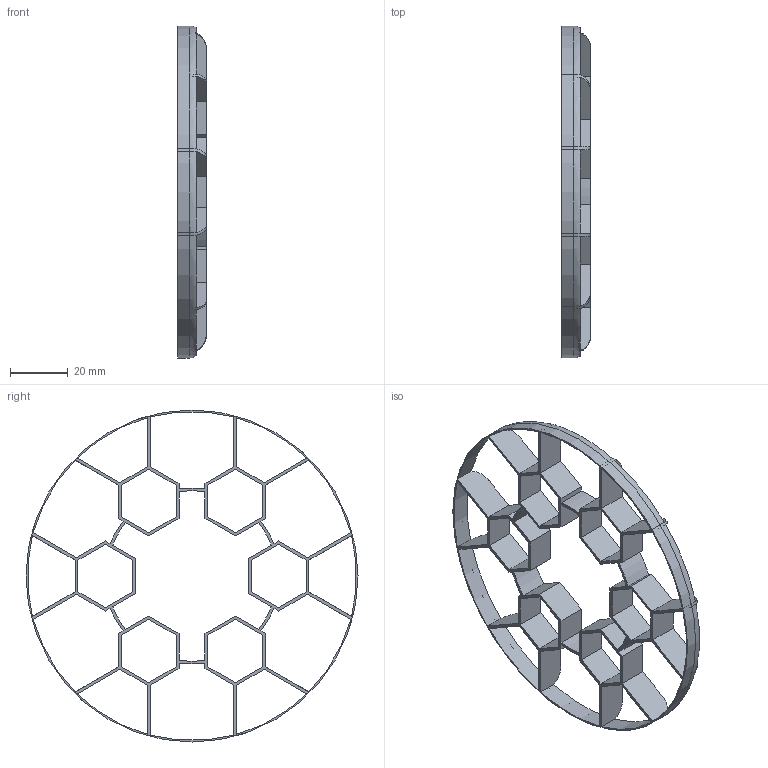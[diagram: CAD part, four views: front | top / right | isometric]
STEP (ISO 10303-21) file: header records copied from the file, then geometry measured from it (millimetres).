
FILE_DESCRIPTION(/* description */ (''),/* implementation_level */ '2;1');
FILE_NAME(/* name */ 'OuterPLA.step',/* time_stamp */ '2018-12-05T15:32:12+00:00',/* author */ ('rebecca.harding'),/* organization */ (''),/* preprocessor_version */ 'ST-DEVELOPER v17.2',/* originating_system */ 'Autodesk Translation Framework v7.6.0.251',/* authorisation */ '');
FILE_SCHEMA (('AUTOMOTIVE_DESIGN { 1 0 10303 214 3 1 1 }'));
Length unit declared in the file: millimetre
Products named in the file (1): OuterPLA
Bounding box: 10 x 115 x 115 mm (x, y, z)
Volume: 7682.7 mm3; surface area: 19213.5 mm2
Topology: 1 solids, 1 shells, 136 faces, 437 edges, 291 vertices
Faces by surface type: plane 110, cylinder 25, torus 1
Full cylindrical faces by diameter (mm): 115 x1
Entity records: 5150 total; most frequent: CARTESIAN_POINT 1177, ORIENTED_EDGE 874, DIRECTION 751, EDGE_CURVE 437, LINE 349, VECTOR 349, VERTEX_POINT 291, AXIS2_PLACEMENT_3D 201
